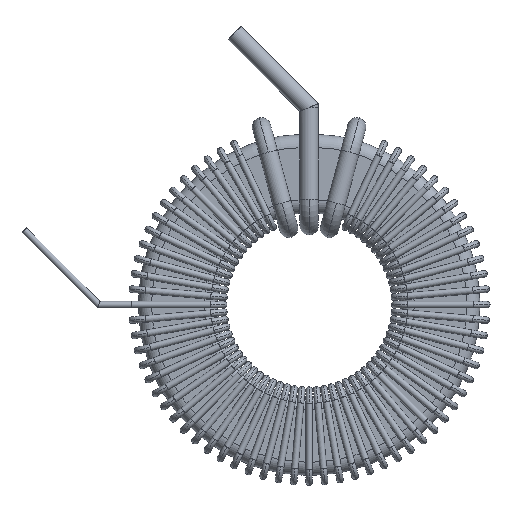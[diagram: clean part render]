
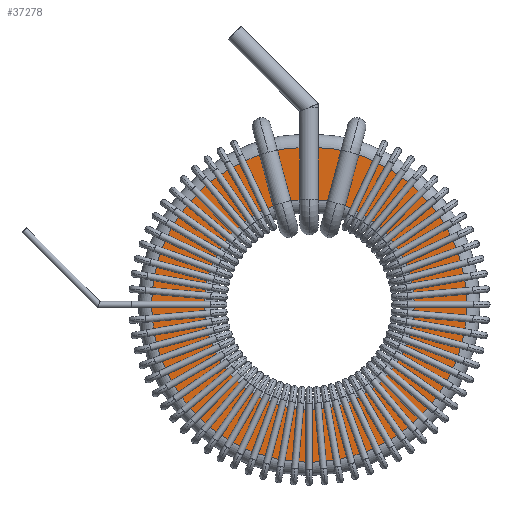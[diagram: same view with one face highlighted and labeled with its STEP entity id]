
A CAD part, front view. The second image highlights one B-rep face of the part: STEP entity #37278.
In plain terms, the highlighted planar face has unit normal (0, -1, 0).
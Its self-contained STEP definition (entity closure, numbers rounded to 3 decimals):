
#324 = DIRECTION ( 'NONE',  ( 0., 0., 1. ) ) ;
#566 = AXIS2_PLACEMENT_3D ( 'NONE', #23518, #41777, #5468 ) ;
#973 = AXIS2_PLACEMENT_3D ( 'NONE', #15166, #14441, #37560 ) ;
#1261 = CARTESIAN_POINT ( 'NONE',  ( 0., -2.5, 0. ) ) ;
#1573 = AXIS2_PLACEMENT_3D ( 'NONE', #15230, #41470, #324 ) ;
#1672 = CARTESIAN_POINT ( 'NONE',  ( 0., -2.5, -4. ) ) ;
#2190 = ORIENTED_EDGE ( 'NONE', *, *, #10949, .T. ) ;
#2597 = EDGE_CURVE ( 'NONE', #36664, #31157, #20822, .T. ) ;
#3424 = CARTESIAN_POINT ( 'NONE',  ( 0., -2.5, 6. ) ) ;
#4708 = VERTEX_POINT ( 'NONE', #3424 ) ;
#5468 = DIRECTION ( 'NONE',  ( 0., 0., 1. ) ) ;
#6898 = EDGE_LOOP ( 'NONE', ( #8461, #12799 ) ) ;
#8461 = ORIENTED_EDGE ( 'NONE', *, *, #25031, .T. ) ;
#8579 = CIRCLE ( 'NONE', #1573, 6. ) ;
#10949 = EDGE_CURVE ( 'NONE', #31157, #36664, #28559, .T. ) ;
#11513 = FACE_OUTER_BOUND ( 'NONE', #6898, .T. ) ;
#11602 = DIRECTION ( 'NONE',  ( 0., 0., 1. ) ) ;
#11994 = PLANE ( 'NONE',  #30375 ) ;
#12799 = ORIENTED_EDGE ( 'NONE', *, *, #48066, .T. ) ;
#14441 = DIRECTION ( 'NONE',  ( 0., -1., 0. ) ) ;
#15166 = CARTESIAN_POINT ( 'NONE',  ( 0., -2.5, 0. ) ) ;
#15230 = CARTESIAN_POINT ( 'NONE',  ( 0., -2.5, 0. ) ) ;
#15427 = CARTESIAN_POINT ( 'NONE',  ( 3.5, -2.5, 0. ) ) ;
#19579 = VERTEX_POINT ( 'NONE', #37130 ) ;
#19687 = CIRCLE ( 'NONE', #973, 6. ) ;
#20297 = DIRECTION ( 'NONE',  ( 0., 1., 0. ) ) ;
#20822 = CIRCLE ( 'NONE', #566, 4. ) ;
#23518 = CARTESIAN_POINT ( 'NONE',  ( 0., -2.5, 0. ) ) ;
#23588 = EDGE_LOOP ( 'NONE', ( #48077, #2190 ) ) ;
#25031 = EDGE_CURVE ( 'NONE', #4708, #19579, #19687, .T. ) ;
#26553 = FACE_BOUND ( 'NONE', #23588, .T. ) ;
#28559 = CIRCLE ( 'NONE', #30902, 4. ) ;
#29202 = CARTESIAN_POINT ( 'NONE',  ( 0., -2.5, 4. ) ) ;
#30375 = AXIS2_PLACEMENT_3D ( 'NONE', #15427, #34140, #41425 ) ;
#30902 = AXIS2_PLACEMENT_3D ( 'NONE', #1261, #20297, #11602 ) ;
#31157 = VERTEX_POINT ( 'NONE', #1672 ) ;
#34140 = DIRECTION ( 'NONE',  ( 0., 1., 0. ) ) ;
#36664 = VERTEX_POINT ( 'NONE', #29202 ) ;
#37130 = CARTESIAN_POINT ( 'NONE',  ( 0., -2.5, -6. ) ) ;
#37278 = ADVANCED_FACE ( 'NONE', ( #26553, #11513 ), #11994, .F. ) ;
#37560 = DIRECTION ( 'NONE',  ( 0., 0., 1. ) ) ;
#41425 = DIRECTION ( 'NONE',  ( 0., 0., 1. ) ) ;
#41470 = DIRECTION ( 'NONE',  ( 0., -1., 0. ) ) ;
#41777 = DIRECTION ( 'NONE',  ( 0., 1., 0. ) ) ;
#48066 = EDGE_CURVE ( 'NONE', #19579, #4708, #8579, .T. ) ;
#48077 = ORIENTED_EDGE ( 'NONE', *, *, #2597, .T. ) ;
